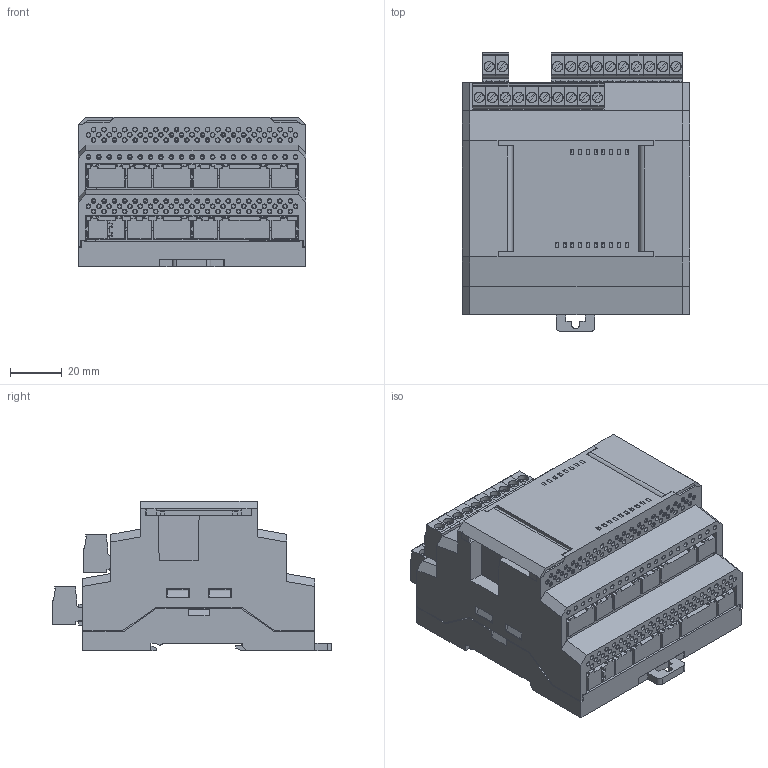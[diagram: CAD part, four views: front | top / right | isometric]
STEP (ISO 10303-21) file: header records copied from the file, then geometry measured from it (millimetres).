
FILE_DESCRIPTION(('STEP AP242'), '1');
FILE_NAME('3D ìîäåëü ÏÐÌ-ÕÕÕ.4', '', ('UNSPECIFIED'), ('UNSPECIFIED'), 'C3D Converter', 'C3D Toolkit', '');
FILE_SCHEMA(('AP242_MANAGED_MODEL_BASED_3D_ENGINEERING_MIM_LF { 1 0 10303 442 1 1 4 }'));
Length unit declared in the file: millimetre
Products named in the file (7): плата 3 ; плата 1; плата 2; Клемма 2edgk-5,08-1p
Assembly tree (26 placements, depth 2):
  (unnamed)
    (unnamed)
    плата 3 
    плата 1
    плата 2
    Клемма 2edgk-5,08-1p  x12
    Клемма 2edgk-5,08-1p  x10
Bounding box: 88 x 107.76 x 57.91 mm (x, y, z)
Volume: 383136.3 mm3; surface area: 123246.4 mm2
Topology: 50 solids, 50 shells, 5247 faces, 14213 edges, 9158 vertices
Faces by surface type: plane 4158, cylinder 497, cone 410, bspline 80, sphere 72, torus 30
Full cylindrical faces by diameter (mm): 1.4 x22, 2 x4, 2.1 x10, 2.472 x8, 2.8 x22, 2.9 x22, 3.8 x22, 4 x22
Entity records: 203455 total; most frequent: CARTESIAN_POINT 65296, ORIENTED_EDGE 21986, DIRECTION 19799, EDGE_CURVE 10993, LINE 8847, VECTOR 8847, VERTEX_POINT 7354, AXIS2_PLACEMENT_3D 5476
